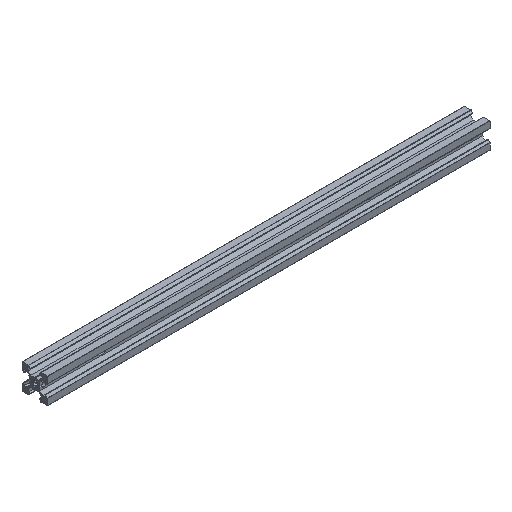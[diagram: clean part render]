
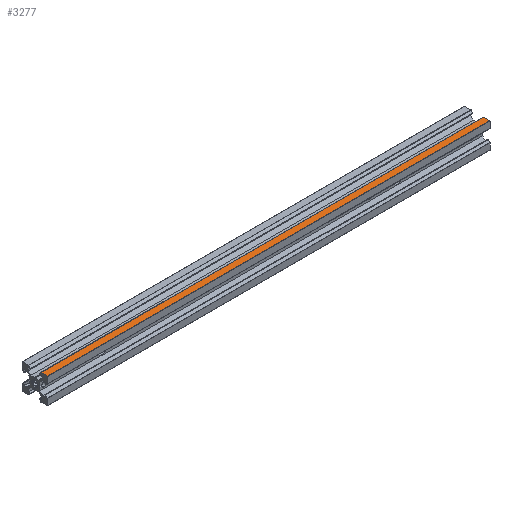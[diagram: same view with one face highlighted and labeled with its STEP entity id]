
A CAD part, isometric view. The second image highlights one B-rep face of the part: STEP entity #3277.
In plain terms, the highlighted planar face has unit normal (0, 0, 1).
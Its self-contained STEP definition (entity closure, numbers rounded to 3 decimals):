
#68 = CARTESIAN_POINT ( 'NONE',  ( 0., -4.883, 10. ) ) ;
#300 = LINE ( 'NONE', #4781, #2819 ) ;
#435 = EDGE_LOOP ( 'NONE', ( #6227, #2633, #2557, #3659 ) ) ;
#577 = VECTOR ( 'NONE', #4990, 1000. ) ;
#675 = VERTEX_POINT ( 'NONE', #2220 ) ;
#830 = LINE ( 'NONE', #5912, #4749 ) ;
#1290 = VERTEX_POINT ( 'NONE', #3509 ) ;
#1519 = DIRECTION ( 'NONE',  ( 0., -1., 0. ) ) ;
#1703 = PLANE ( 'NONE',  #4200 ) ;
#1793 = FACE_OUTER_BOUND ( 'NONE', #435, .T. ) ;
#2212 = DIRECTION ( 'NONE',  ( 0., 0., -1. ) ) ;
#2220 = CARTESIAN_POINT ( 'NONE',  ( 0., -9.8, 10. ) ) ;
#2557 = ORIENTED_EDGE ( 'NONE', *, *, #3493, .F. ) ;
#2633 = ORIENTED_EDGE ( 'NONE', *, *, #3299, .T. ) ;
#2819 = VECTOR ( 'NONE', #4254, 1000. ) ;
#3035 = VERTEX_POINT ( 'NONE', #68 ) ;
#3214 = CARTESIAN_POINT ( 'NONE',  ( 345., 10., 10. ) ) ;
#3277 = ADVANCED_FACE ( 'NONE', ( #1793 ), #1703, .F. ) ;
#3299 = EDGE_CURVE ( 'NONE', #675, #1290, #300, .T. ) ;
#3493 = EDGE_CURVE ( 'NONE', #6345, #1290, #830, .T. ) ;
#3509 = CARTESIAN_POINT ( 'NONE',  ( 345., -9.8, 10. ) ) ;
#3659 = ORIENTED_EDGE ( 'NONE', *, *, #5785, .T. ) ;
#3969 = EDGE_CURVE ( 'NONE', #3035, #675, #6406, .T. ) ;
#4200 = AXIS2_PLACEMENT_3D ( 'NONE', #3214, #2212, #5789 ) ;
#4254 = DIRECTION ( 'NONE',  ( 1., 0., 0. ) ) ;
#4376 = DIRECTION ( 'NONE',  ( 0., -1., 0. ) ) ;
#4466 = CARTESIAN_POINT ( 'NONE',  ( 345., -4.883, 10. ) ) ;
#4629 = LINE ( 'NONE', #4466, #577 ) ;
#4749 = VECTOR ( 'NONE', #4376, 1000. ) ;
#4781 = CARTESIAN_POINT ( 'NONE',  ( 345., -9.8, 10. ) ) ;
#4892 = VECTOR ( 'NONE', #1519, 1000. ) ;
#4990 = DIRECTION ( 'NONE',  ( -1., 0., 0. ) ) ;
#5090 = CARTESIAN_POINT ( 'NONE',  ( 0., 10., 10. ) ) ;
#5106 = CARTESIAN_POINT ( 'NONE',  ( 345., -4.883, 10. ) ) ;
#5785 = EDGE_CURVE ( 'NONE', #6345, #3035, #4629, .T. ) ;
#5789 = DIRECTION ( 'NONE',  ( 0., 1., 0. ) ) ;
#5912 = CARTESIAN_POINT ( 'NONE',  ( 345., 10., 10. ) ) ;
#6227 = ORIENTED_EDGE ( 'NONE', *, *, #3969, .T. ) ;
#6345 = VERTEX_POINT ( 'NONE', #5106 ) ;
#6406 = LINE ( 'NONE', #5090, #4892 ) ;
